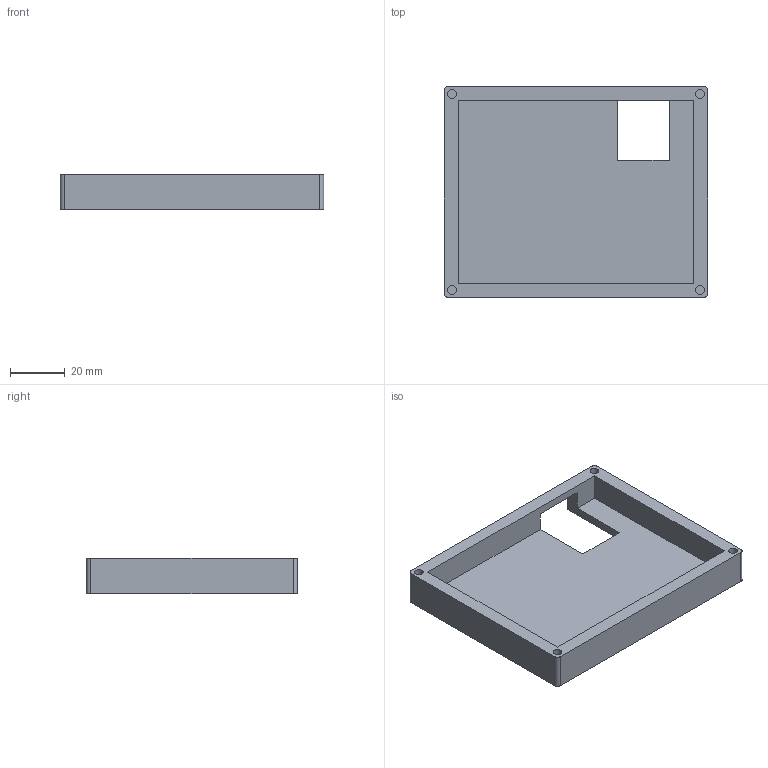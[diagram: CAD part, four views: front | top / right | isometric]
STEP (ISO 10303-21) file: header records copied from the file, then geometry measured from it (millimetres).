
FILE_DESCRIPTION(/* description */ ('STEP AP242','CAx-IF Rec.Pracs.---Representation and Presentation of Product Manufacturing Information (PMI)---4.0---2014-10-13','CAx-IF Rec.Pracs.---3D Tessellated Geometry---0.4---2014-09-14','2;1'),/* implementation_level */ '2;1');
FILE_NAME(/* name */ '67b55e0b684b8a1ab0ab54cc',/* time_stamp */ '2025-02-19T04:28:59Z',/* author */ (''),/* organization */ (''),/* preprocessor_version */ 'ST-DEVELOPER v20',/* originating_system */ 'ONSHAPE BY PTC INC, 1.193',/* authorisation */ ' ');
FILE_SCHEMA (('AP242_MANAGED_MODEL_BASED_3D_ENGINEERING_MIM_LF { 1 0 10303 442 1 1 4 }'));
Length unit declared in the file: metre
Products named in the file (1): Part 1
Bounding box: 96.22 x 77.17 x 13 mm (x, y, z)
Volume: 36120.2 mm3; surface area: 21885.3 mm2
Topology: 1 solids, 1 shells, 247 faces, 672 edges, 448 vertices
Faces by surface type: bspline 123, plane 97, cylinder 27
Full cylindrical faces by diameter (mm): 3.2 x4
Entity records: 8178 total; most frequent: CARTESIAN_POINT 2717, ORIENTED_EDGE 1336, DIRECTION 726, EDGE_CURVE 668, VERTEX_POINT 448, LINE 368, VECTOR 368, EDGE_LOOP 274
